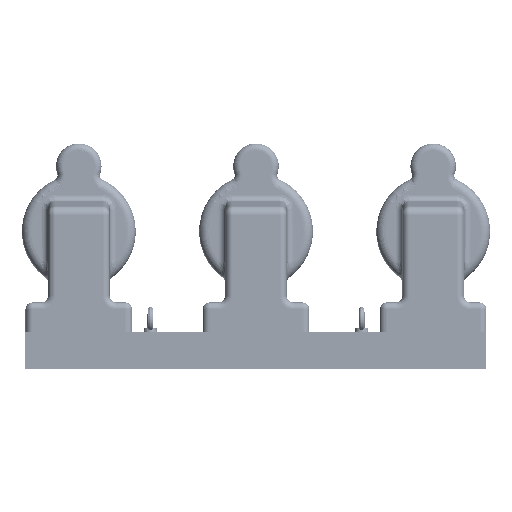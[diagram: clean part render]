
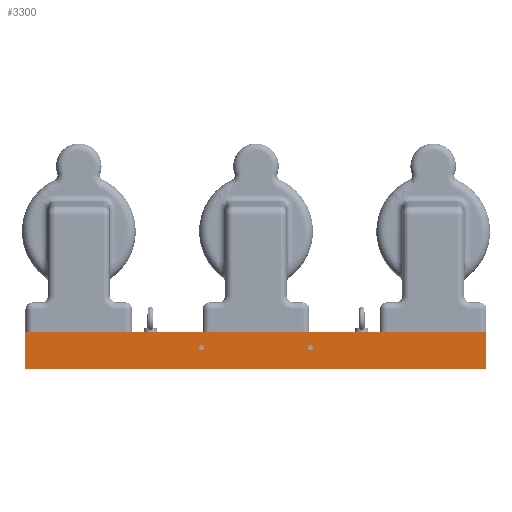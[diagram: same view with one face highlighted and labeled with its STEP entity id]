
A CAD part, left-side view. The second image highlights one B-rep face of the part: STEP entity #3300.
In plain terms, the highlighted planar face has unit normal (-1, 0, 0).
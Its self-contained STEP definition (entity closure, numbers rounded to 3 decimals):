
#3300=ADVANCED_FACE('',(#13407,#13409,#13411),#13413,.T.);
#13407=FACE_BOUND('',#13408,.T.);
#13408=EDGE_LOOP('',(#33444,#33445,#33446,#33447));
#13409=FACE_BOUND('',#13410,.T.);
#13410=EDGE_LOOP('',(#33448));
#13411=FACE_BOUND('',#13412,.T.);
#13412=EDGE_LOOP('',(#33449));
#13413=PLANE('',#13414);
#13414=AXIS2_PLACEMENT_3D('',#13415,#13416,#13417);
#13415=CARTESIAN_POINT('',(0.,80.,-1012.));
#13416=DIRECTION('',(-1.,0.,0.));
#13417=DIRECTION('',(0.,-1.,0.));
#33444=ORIENTED_EDGE('',*,*,#39130,.T.);
#33445=ORIENTED_EDGE('',*,*,#39131,.T.);
#33446=ORIENTED_EDGE('',*,*,#39132,.F.);
#33447=ORIENTED_EDGE('',*,*,#39133,.F.);
#33448=ORIENTED_EDGE('',*,*,#39134,.T.);
#33449=ORIENTED_EDGE('',*,*,#39135,.T.);
#39130=EDGE_CURVE('',#42150,#42151,#42152,.T.);
#39131=EDGE_CURVE('',#42151,#42153,#42154,.T.);
#39132=EDGE_CURVE('',#42155,#42153,#42156,.T.);
#39133=EDGE_CURVE('',#42150,#42155,#42157,.T.);
#39134=EDGE_CURVE('',#42158,#42158,#42159,.F.);
#39135=EDGE_CURVE('',#42160,#42160,#42161,.F.);
#42150=VERTEX_POINT('',#47374);
#42151=VERTEX_POINT('',#47375);
#42152=LINE('',#47376,#47377);
#42153=VERTEX_POINT('',#47379);
#42154=LINE('',#47380,#47381);
#42155=VERTEX_POINT('',#47383);
#42156=LINE('',#47384,#47385);
#42157=LINE('',#47387,#47388);
#42158=VERTEX_POINT('',#47390);
#42159=CIRCLE('',#47391,5.5);
#42160=VERTEX_POINT('',#47395);
#42161=CIRCLE('',#47396,5.5);
#47374=CARTESIAN_POINT('',(0.,80.,-1012.));
#47375=CARTESIAN_POINT('',(0.,0.,-1012.));
#47376=CARTESIAN_POINT('',(0.,80.,-1012.));
#47377=VECTOR('',#47378,1.);
#47378=DIRECTION('',(0.,-1.,0.));
#47379=CARTESIAN_POINT('',(0.,0.,0.));
#47380=CARTESIAN_POINT('',(0.,0.,-1012.));
#47381=VECTOR('',#47382,1.);
#47382=DIRECTION('',(0.,0.,1.));
#47383=CARTESIAN_POINT('',(0.,80.,0.));
#47384=CARTESIAN_POINT('',(0.,80.,0.));
#47385=VECTOR('',#47386,1.);
#47386=DIRECTION('',(0.,-1.,0.));
#47387=CARTESIAN_POINT('',(0.,80.,-1012.));
#47388=VECTOR('',#47389,1.);
#47389=DIRECTION('',(0.,0.,1.));
#47390=CARTESIAN_POINT('',(0.,28.5,-386.));
#47391=AXIS2_PLACEMENT_3D('',#47392,#47393,#47394);
#47392=CARTESIAN_POINT('',(0.,34.,-386.));
#47393=DIRECTION('',(-1.,0.,0.));
#47394=DIRECTION('',(0.,-1.,0.));
#47395=CARTESIAN_POINT('',(0.,28.5,-626.));
#47396=AXIS2_PLACEMENT_3D('',#47397,#47398,#47399);
#47397=CARTESIAN_POINT('',(0.,34.,-626.));
#47398=DIRECTION('',(-1.,0.,0.));
#47399=DIRECTION('',(0.,-1.,0.));
